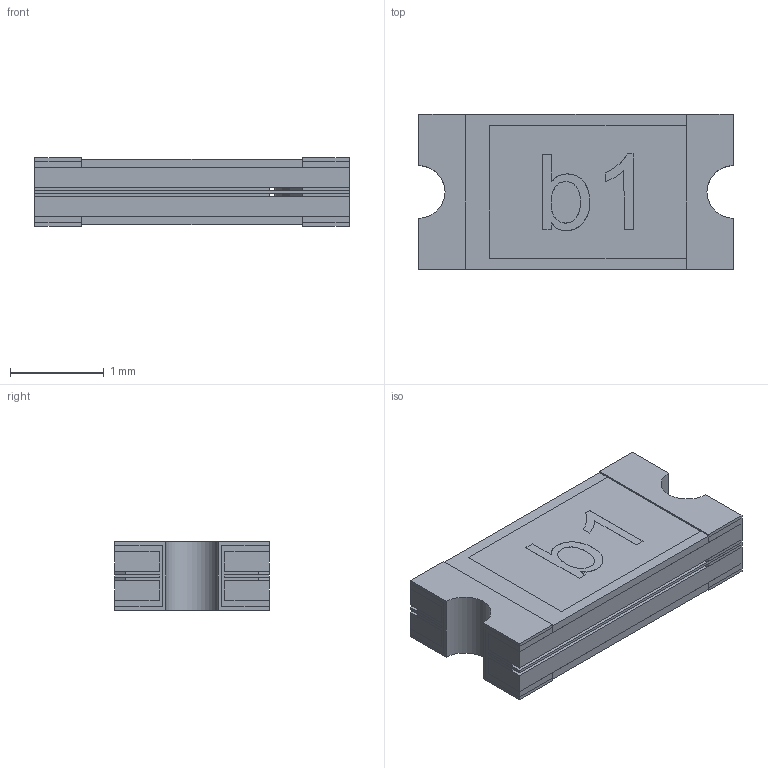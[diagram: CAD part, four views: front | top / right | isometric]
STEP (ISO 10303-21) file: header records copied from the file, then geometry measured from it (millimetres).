
FILE_DESCRIPTION(/* description */ ('STEP AP214'),/* implementation_level */ '2;1');
FILE_NAME(/* name */ '0ZCJ0100FF2E',/* time_stamp */ '2024-05-14T05:14:48+02:00',/* author */ ('License CC BY-ND 4.0'),/* organization */ ('CADENAS'),/* preprocessor_version */ 'ST-DEVELOPER v19.3',/* originating_system */ 'PARTsolutions',/* authorisation */ ' ');
FILE_SCHEMA (('AUTOMOTIVE_DESIGN {1 0 10303 214 3 1 1}'));
Length unit declared in the file: millimetre
Products named in the file (16): 0ZCJ0100FF2E; 0ZCJ0100FF2E_PART1; 0ZCJ0100FF2E_PART2; 0ZCJ0100FF2E_PART3; 0ZCJ0100FF2E_PART4; 0ZCJ0100FF2E_PART5; 0ZCJ0100FF2E_PART6; 0ZCJ0100FF2E_PART7; 0ZCJ0100FF2E_PART8; 0ZCJ0100FF2E_PART9; 0ZCJ0100FF2E_PART10; 0ZCJ0100FF2E_PART11; 0ZCJ0100FF2E_PART12; 0ZCJ0100FF2E_PART13; 0ZCJ0100FF2E_PART14; 0ZCJ0100FF2E_PART15
Assembly tree (15 placements, depth 2):
  0ZCJ0100FF2E
    0ZCJ0100FF2E_PART1
    0ZCJ0100FF2E_PART2
    0ZCJ0100FF2E_PART3
    0ZCJ0100FF2E_PART4
    0ZCJ0100FF2E_PART5
    0ZCJ0100FF2E_PART6
    0ZCJ0100FF2E_PART7
    0ZCJ0100FF2E_PART8
    0ZCJ0100FF2E_PART9
    0ZCJ0100FF2E_PART10
    0ZCJ0100FF2E_PART11
    0ZCJ0100FF2E_PART12
    0ZCJ0100FF2E_PART13
    0ZCJ0100FF2E_PART14
    0ZCJ0100FF2E_PART15
Bounding box: 3.35 x 1.65 x 0.73 mm (x, y, z)
Volume: 3.7 mm3; surface area: 101.6 mm2
Topology: 15 solids, 15 shells, 218 faces, 564 edges, 376 vertices
Faces by surface type: plane 156, bspline 40, cylinder 22
Entity records: 7377 total; most frequent: CARTESIAN_POINT 1854, ORIENTED_EDGE 1128, DIRECTION 916, EDGE_CURVE 564, LINE 440, VECTOR 440, VERTEX_POINT 376, AXIS2_PLACEMENT_3D 238
